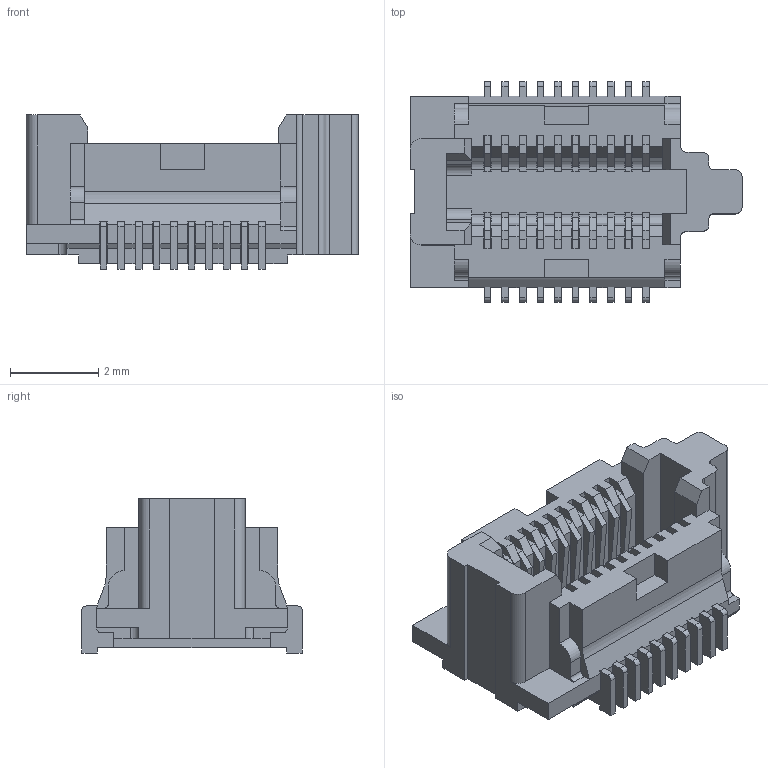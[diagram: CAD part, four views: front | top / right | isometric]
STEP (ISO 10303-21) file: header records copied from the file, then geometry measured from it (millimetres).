
FILE_DESCRIPTION(('FreeCAD Model'),'2;1');
FILE_NAME('SS4_10_3_00_L_D_cp.step', '2020-02-17T14:01:24',('kicad StepUp'),('ksu MCAD'), 'Open CASCADE STEP processor 7.3','FreeCAD','Unknown');
FILE_SCHEMA(('AUTOMOTIVE_DESIGN { 1 0 10303 214 1 1 1 1 }'));
Length unit declared in the file: millimetre
Products named in the file (1): SS4_10_3_00_L_D_cp
Bounding box: 7.54 x 5 x 3.5 mm (x, y, z)
Volume: 52.4 mm3; surface area: 376.7 mm2
Topology: 2 solids, 2 shells, 667 faces, 2103 edges, 1400 vertices
Faces by surface type: plane 601, cylinder 66
Entity records: 27682 total; most frequent: ORIENTED_EDGE 4206, CARTESIAN_POINT 4171, DIRECTION 3572, EDGE_CURVE 2103, LINE 1970, VECTOR 1970, VERTEX_POINT 1400, AXIS2_PLACEMENT_3D 801
